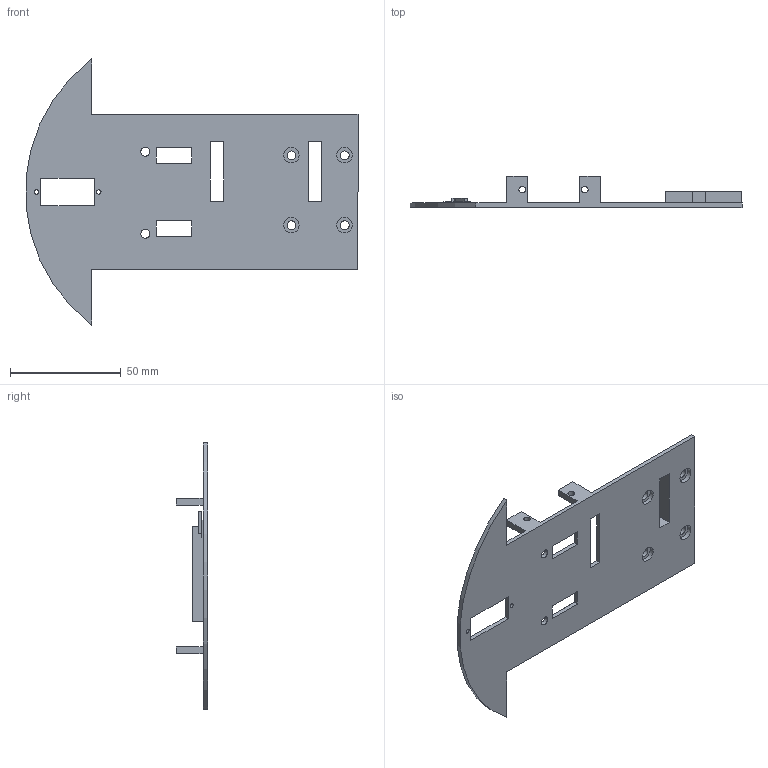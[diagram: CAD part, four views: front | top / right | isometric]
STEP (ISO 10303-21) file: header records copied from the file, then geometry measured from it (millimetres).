
FILE_DESCRIPTION(/* description */ (''),/* implementation_level */ '2;1');
FILE_NAME(/* name */ 'chasis_robot_kedama_rev6.stp',/* time_stamp */ '2021-05-02T21:03:28+02:00',/* author */ ('34617'),/* organization */ (''),/* preprocessor_version */ 'ST-DEVELOPER v15.6',/* originating_system */ 'Autodesk Inventor 2015',/* authorisation */ '');
FILE_SCHEMA (('AUTOMOTIVE_DESIGN { 1 0 10303 214 3 1 1 }'));
Length unit declared in the file: millimetre
Products named in the file (1): chasis_robot_kedama_rev6
Bounding box: 149.73 x 14 x 120 mm (x, y, z)
Volume: 27450.5 mm3; surface area: 24472.7 mm2
Topology: 1 solids, 1 shells, 90 faces, 248 edges, 164 vertices
Faces by surface type: plane 73, cylinder 17
Full cylindrical faces by diameter (mm): 2 x2, 3 x4, 4 x6, 7 x4
Entity records: 2846 total; most frequent: CARTESIAN_POINT 487, ORIENTED_EDGE 464, DIRECTION 448, EDGE_CURVE 232, LINE 198, VECTOR 198, VERTEX_POINT 164, EDGE_LOOP 144
